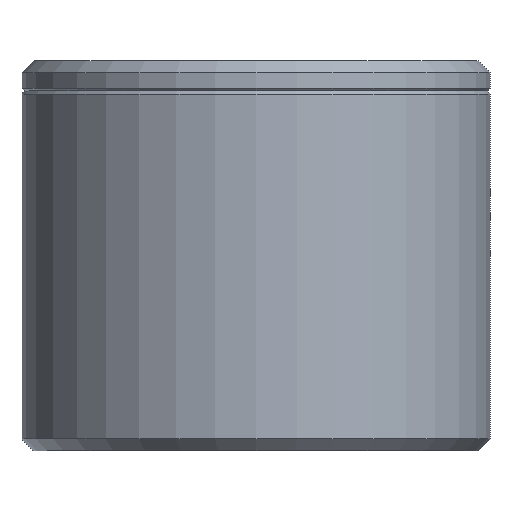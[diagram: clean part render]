
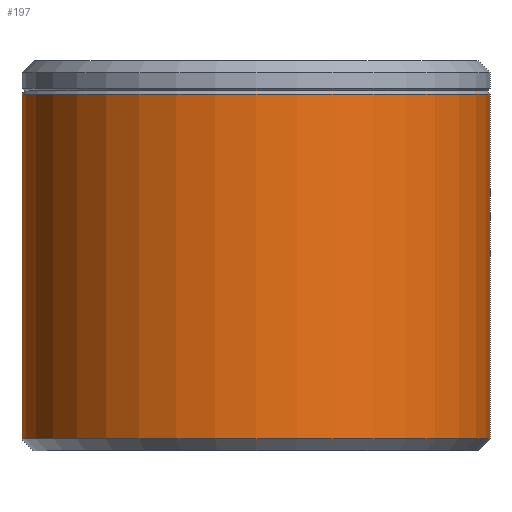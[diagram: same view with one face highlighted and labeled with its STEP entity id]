
A CAD part, front view. The second image highlights one B-rep face of the part: STEP entity #197.
In plain terms, the highlighted cylindrical face has radius 39 mm (diameter 78 mm), a full revolution.
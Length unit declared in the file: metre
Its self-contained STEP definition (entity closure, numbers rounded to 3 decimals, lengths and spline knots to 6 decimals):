
#48=ORIENTED_EDGE('',*,*,#72,.T.);
#49=ORIENTED_EDGE('',*,*,#73,.T.);
#72=EDGE_CURVE('',#89,#89,#106,.F.);
#73=EDGE_CURVE('',#90,#90,#107,.T.);
#89=VERTEX_POINT('',#378);
#90=VERTEX_POINT('',#380);
#106=CIRCLE('',#253,0.039);
#107=CIRCLE('',#254,0.039);
#133=EDGE_LOOP('',(#48));
#134=EDGE_LOOP('',(#49));
#167=FACE_BOUND('',#133,.T.);
#168=FACE_BOUND('',#134,.T.);
#184=CYLINDRICAL_SURFACE('',#252,0.039);
#197=ADVANCED_FACE('',(#167,#168),#184,.T.);
#252=AXIS2_PLACEMENT_3D('',#376,#313,#314);
#253=AXIS2_PLACEMENT_3D('',#377,#315,#316);
#254=AXIS2_PLACEMENT_3D('',#379,#317,#318);
#313=DIRECTION('',(0.,0.,-1.));
#314=DIRECTION('',(-1.,0.,0.));
#315=DIRECTION('',(0.,0.,1.));
#316=DIRECTION('',(1.,0.,0.));
#317=DIRECTION('',(0.,0.,1.));
#318=DIRECTION('',(1.,0.,0.));
#376=CARTESIAN_POINT('',(0.,0.,0.06));
#377=CARTESIAN_POINT('',(0.,0.,0.0595));
#378=CARTESIAN_POINT('',(0.039,0.,0.0595));
#379=CARTESIAN_POINT('',(0.,0.,0.002));
#380=CARTESIAN_POINT('',(0.039,0.,0.002));
